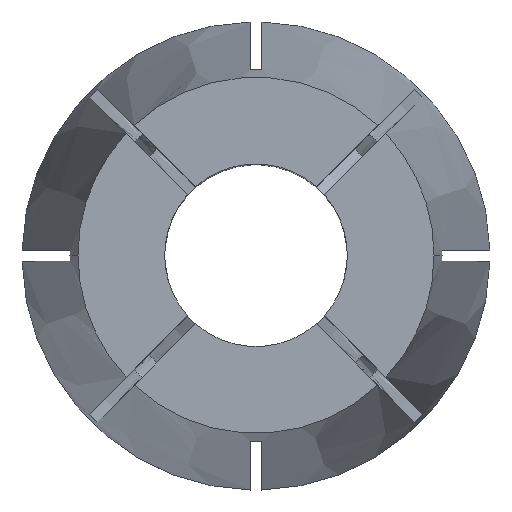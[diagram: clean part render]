
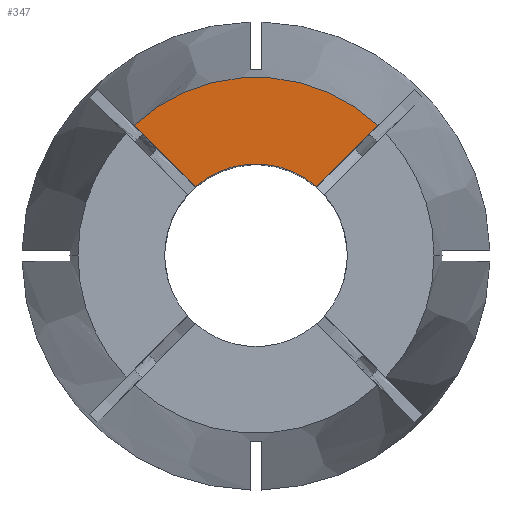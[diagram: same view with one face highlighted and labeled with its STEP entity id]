
A CAD part, top view. The second image highlights one B-rep face of the part: STEP entity #347.
In plain terms, the highlighted planar face has unit normal (0, 0, 1).
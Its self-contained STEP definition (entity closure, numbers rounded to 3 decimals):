
#8 = LINE ( 'NONE', #591, #1120 ) ;
#244 = DIRECTION ( 'NONE',  ( 0., 0., -1. ) ) ;
#307 = EDGE_LOOP ( 'NONE', ( #2892, #2452, #433, #2096 ) ) ;
#347 = ADVANCED_FACE ( 'NONE', ( #681 ), #597, .F. ) ;
#407 = CARTESIAN_POINT ( 'NONE',  ( -10.668, 11.376, 0. ) ) ;
#433 = ORIENTED_EDGE ( 'NONE', *, *, #2419, .T. ) ;
#591 = CARTESIAN_POINT ( 'NONE',  ( -0.354, 0.354, 0. ) ) ;
#597 = PLANE ( 'NONE',  #2273 ) ;
#599 = CARTESIAN_POINT ( 'NONE',  ( 0., 0., 0. ) ) ;
#640 = VERTEX_POINT ( 'NONE', #1895 ) ;
#681 = FACE_OUTER_BOUND ( 'NONE', #307, .T. ) ;
#802 = CARTESIAN_POINT ( 'NONE',  ( 0., 0., 0. ) ) ;
#808 = DIRECTION ( 'NONE',  ( -1., 0., 0. ) ) ;
#831 = CARTESIAN_POINT ( 'NONE',  ( 0.354, 0.354, 0. ) ) ;
#844 = VECTOR ( 'NONE', #1922, 1000. ) ;
#939 = DIRECTION ( 'NONE',  ( 1., 0., 0. ) ) ;
#1099 = CARTESIAN_POINT ( 'NONE',  ( 10.668, 11.376, 0. ) ) ;
#1117 = CARTESIAN_POINT ( 'NONE',  ( -5.292, 5.999, 0. ) ) ;
#1120 = VECTOR ( 'NONE', #1735, 1000. ) ;
#1389 = AXIS2_PLACEMENT_3D ( 'NONE', #2121, #1851, #939 ) ;
#1394 = CIRCLE ( 'NONE', #2362, 15.595 ) ;
#1694 = CIRCLE ( 'NONE', #1389, 8. ) ;
#1735 = DIRECTION ( 'NONE',  ( 0.707, 0.707, 0. ) ) ;
#1747 = EDGE_CURVE ( 'NONE', #2410, #2200, #1967, .T. ) ;
#1851 = DIRECTION ( 'NONE',  ( 0., 0., 1. ) ) ;
#1895 = CARTESIAN_POINT ( 'NONE',  ( 5.292, 5.999, 0. ) ) ;
#1906 = EDGE_CURVE ( 'NONE', #640, #2348, #8, .T. ) ;
#1912 = DIRECTION ( 'NONE',  ( 1., 0., 0. ) ) ;
#1922 = DIRECTION ( 'NONE',  ( 0.707, -0.707, 0. ) ) ;
#1967 = LINE ( 'NONE', #831, #844 ) ;
#2096 = ORIENTED_EDGE ( 'NONE', *, *, #1747, .T. ) ;
#2121 = CARTESIAN_POINT ( 'NONE',  ( 0., 0., 0. ) ) ;
#2200 = VERTEX_POINT ( 'NONE', #1117 ) ;
#2273 = AXIS2_PLACEMENT_3D ( 'NONE', #599, #244, #808 ) ;
#2348 = VERTEX_POINT ( 'NONE', #1099 ) ;
#2362 = AXIS2_PLACEMENT_3D ( 'NONE', #802, #2849, #1912 ) ;
#2410 = VERTEX_POINT ( 'NONE', #407 ) ;
#2419 = EDGE_CURVE ( 'NONE', #2348, #2410, #1394, .T. ) ;
#2452 = ORIENTED_EDGE ( 'NONE', *, *, #1906, .T. ) ;
#2580 = EDGE_CURVE ( 'NONE', #640, #2200, #1694, .T. ) ;
#2849 = DIRECTION ( 'NONE',  ( 0., 0., 1. ) ) ;
#2892 = ORIENTED_EDGE ( 'NONE', *, *, #2580, .F. ) ;
